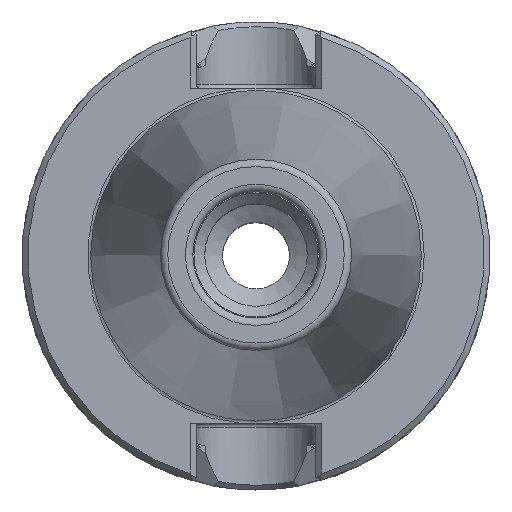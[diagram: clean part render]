
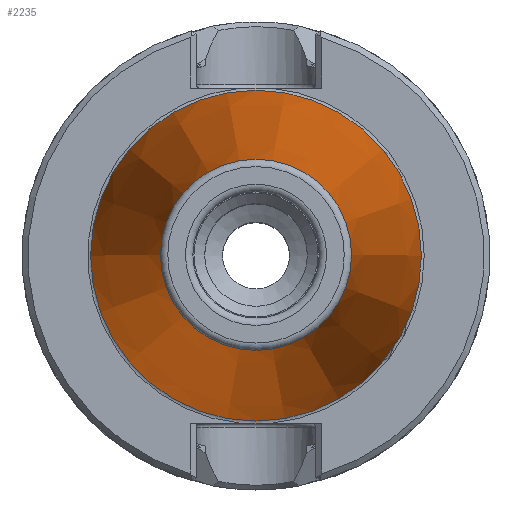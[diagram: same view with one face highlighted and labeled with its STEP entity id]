
A CAD part, top view. The second image highlights one B-rep face of the part: STEP entity #2235.
In plain terms, the highlighted conical face has half-angle 8.297 degrees and reference radius 12.871 mm.
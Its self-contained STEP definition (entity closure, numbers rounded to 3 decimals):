
#281=CONICAL_SURFACE('',#2383,12.871,0.145);
#365=ORIENTED_EDGE('',*,*,#739,.T.);
#366=ORIENTED_EDGE('',*,*,#738,.F.);
#738=EDGE_CURVE('',#942,#942,#1090,.T.);
#739=EDGE_CURVE('',#943,#943,#1091,.T.);
#942=VERTEX_POINT('',#3078);
#943=VERTEX_POINT('',#3081);
#1090=CIRCLE('',#2382,12.871);
#1091=CIRCLE('',#2384,22.268);
#1203=EDGE_LOOP('',(#365));
#1204=EDGE_LOOP('',(#366));
#1357=FACE_BOUND('',#1203,.T.);
#1358=FACE_BOUND('',#1204,.T.);
#2235=ADVANCED_FACE('',(#1357,#1358),#281,.T.);
#2382=AXIS2_PLACEMENT_3D('',#3077,#2654,#2655);
#2383=AXIS2_PLACEMENT_3D('',#3079,#2656,#2657);
#2384=AXIS2_PLACEMENT_3D('',#3080,#2658,#2659);
#2654=DIRECTION('',(0.,0.,1.));
#2655=DIRECTION('',(1.,0.,0.));
#2656=DIRECTION('',(0.,0.,-1.));
#2657=DIRECTION('',(-1.,0.,0.));
#2658=DIRECTION('',(0.,0.,1.));
#2659=DIRECTION('',(1.,0.,0.));
#3077=CARTESIAN_POINT('',(0.,0.,64.544));
#3078=CARTESIAN_POINT('',(12.871,0.,64.544));
#3079=CARTESIAN_POINT('',(0.,0.,64.544));
#3080=CARTESIAN_POINT('',(0.,0.,0.106));
#3081=CARTESIAN_POINT('',(22.268,0.,0.106));
